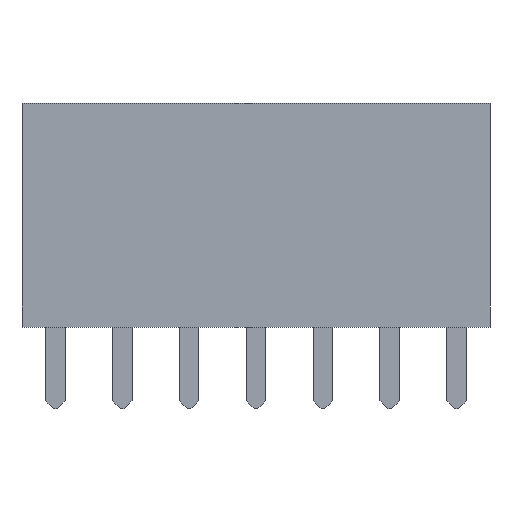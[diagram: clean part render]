
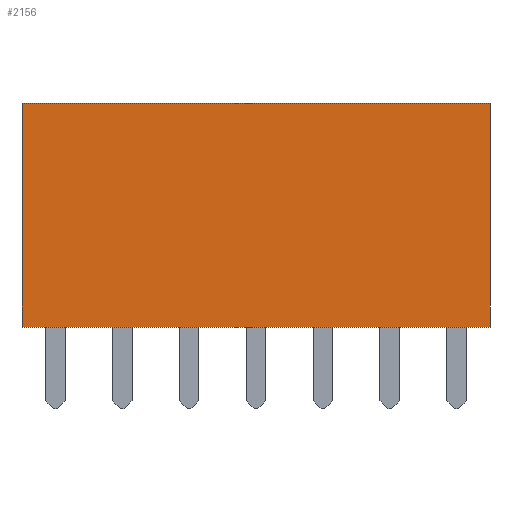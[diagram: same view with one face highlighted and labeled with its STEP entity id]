
A CAD part, front view. The second image highlights one B-rep face of the part: STEP entity #2156.
In plain terms, the highlighted planar face has unit normal (0, -1, 0).
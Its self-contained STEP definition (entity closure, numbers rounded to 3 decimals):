
#128=FACE_OUTER_BOUND('',#264,.T.);
#264=EDGE_LOOP('',(#1755,#1756,#1757,#1758));
#359=LINE('',#3020,#649);
#392=LINE('',#3087,#682);
#467=LINE('',#3241,#757);
#471=LINE('',#3248,#761);
#649=VECTOR('',#2453,10.);
#682=VECTOR('',#2494,10.);
#757=VECTOR('',#2649,10.);
#761=VECTOR('',#2657,10.);
#921=VERTEX_POINT('',#3017);
#922=VERTEX_POINT('',#3019);
#952=VERTEX_POINT('',#3086);
#991=VERTEX_POINT('',#3240);
#1123=EDGE_CURVE('',#921,#922,#359,.T.);
#1156=EDGE_CURVE('',#922,#952,#392,.T.);
#1231=EDGE_CURVE('',#991,#952,#467,.T.);
#1235=EDGE_CURVE('',#991,#921,#471,.T.);
#1755=ORIENTED_EDGE('',*,*,#1231,.T.);
#1756=ORIENTED_EDGE('',*,*,#1156,.F.);
#1757=ORIENTED_EDGE('',*,*,#1123,.F.);
#1758=ORIENTED_EDGE('',*,*,#1235,.F.);
#2027=PLANE('',#2307);
#2156=ADVANCED_FACE('',(#128),#2027,.T.);
#2307=AXIS2_PLACEMENT_3D('',#3317,#2729,#2730);
#2453=DIRECTION('',(1.,0.,0.));
#2494=DIRECTION('',(0.,0.,-1.));
#2649=DIRECTION('',(1.,0.,0.));
#2657=DIRECTION('',(0.,0.,1.));
#2729=DIRECTION('center_axis',(0.,-1.,0.));
#2730=DIRECTION('ref_axis',(1.,0.,0.));
#3017=CARTESIAN_POINT('',(-8.89,-1.25,8.6));
#3019=CARTESIAN_POINT('',(8.89,-1.25,8.6));
#3020=CARTESIAN_POINT('',(-8.89,-1.25,8.6));
#3086=CARTESIAN_POINT('',(8.89,-1.25,0.1));
#3087=CARTESIAN_POINT('',(8.89,-1.25,0.1));
#3240=CARTESIAN_POINT('',(-8.89,-1.25,0.1));
#3241=CARTESIAN_POINT('',(-8.89,-1.25,0.1));
#3248=CARTESIAN_POINT('',(-8.89,-1.25,0.1));
#3317=CARTESIAN_POINT('Origin',(-8.89,-1.25,0.1));
